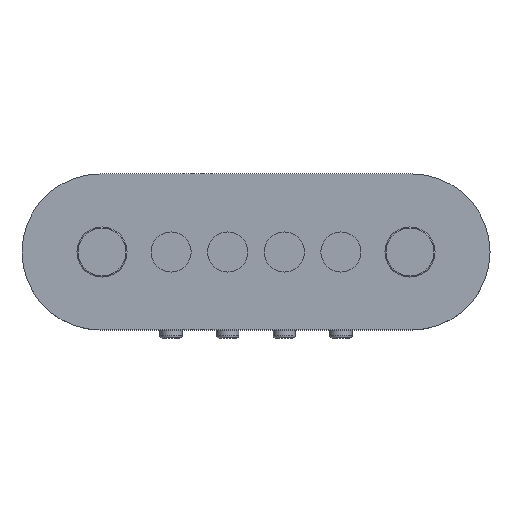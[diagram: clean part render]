
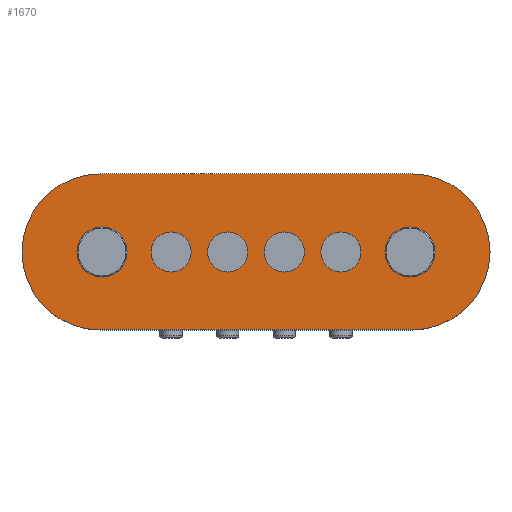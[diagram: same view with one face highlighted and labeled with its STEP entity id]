
A CAD part, top view. The second image highlights one B-rep face of the part: STEP entity #1670.
In plain terms, the highlighted planar face has unit normal (0, 0, 1).
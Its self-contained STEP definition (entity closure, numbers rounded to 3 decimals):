
#124=FACE_BOUND('',#459,.T.);
#125=FACE_BOUND('',#460,.T.);
#126=FACE_BOUND('',#461,.T.);
#127=FACE_BOUND('',#462,.T.);
#128=FACE_BOUND('',#463,.T.);
#129=FACE_BOUND('',#464,.T.);
#154=CIRCLE('',#1811,0.9);
#157=CIRCLE('',#1816,0.9);
#160=CIRCLE('',#1821,0.9);
#163=CIRCLE('',#1826,0.9);
#182=CIRCLE('',#1869,3.5);
#183=CIRCLE('',#1872,3.5);
#184=CIRCLE('',#1875,1.125);
#185=CIRCLE('',#1877,1.125);
#320=FACE_OUTER_BOUND('',#458,.T.);
#458=EDGE_LOOP('',(#1329,#1330,#1331,#1332));
#459=EDGE_LOOP('',(#1333));
#460=EDGE_LOOP('',(#1334));
#461=EDGE_LOOP('',(#1335));
#462=EDGE_LOOP('',(#1336));
#463=EDGE_LOOP('',(#1337));
#464=EDGE_LOOP('',(#1338));
#605=LINE('',#2862,#701);
#609=LINE('',#2871,#705);
#701=VECTOR('',#2264,10.);
#705=VECTOR('',#2274,10.);
#773=VERTEX_POINT('',#2739);
#776=VERTEX_POINT('',#2748);
#779=VERTEX_POINT('',#2757);
#782=VERTEX_POINT('',#2766);
#809=VERTEX_POINT('',#2860);
#810=VERTEX_POINT('',#2861);
#811=VERTEX_POINT('',#2866);
#812=VERTEX_POINT('',#2870);
#813=VERTEX_POINT('',#2878);
#814=VERTEX_POINT('',#2882);
#929=EDGE_CURVE('',#773,#773,#154,.T.);
#933=EDGE_CURVE('',#776,#776,#157,.T.);
#937=EDGE_CURVE('',#779,#779,#160,.T.);
#941=EDGE_CURVE('',#782,#782,#163,.T.);
#985=EDGE_CURVE('',#809,#810,#605,.T.);
#988=EDGE_CURVE('',#811,#809,#182,.T.);
#990=EDGE_CURVE('',#812,#811,#609,.T.);
#992=EDGE_CURVE('',#810,#812,#183,.T.);
#994=EDGE_CURVE('',#813,#813,#184,.T.);
#996=EDGE_CURVE('',#814,#814,#185,.T.);
#1329=ORIENTED_EDGE('',*,*,#992,.F.);
#1330=ORIENTED_EDGE('',*,*,#985,.F.);
#1331=ORIENTED_EDGE('',*,*,#988,.F.);
#1332=ORIENTED_EDGE('',*,*,#990,.F.);
#1333=ORIENTED_EDGE('',*,*,#929,.T.);
#1334=ORIENTED_EDGE('',*,*,#933,.T.);
#1335=ORIENTED_EDGE('',*,*,#937,.T.);
#1336=ORIENTED_EDGE('',*,*,#941,.T.);
#1337=ORIENTED_EDGE('',*,*,#996,.T.);
#1338=ORIENTED_EDGE('',*,*,#994,.T.);
#1587=PLANE('',#1882);
#1670=ADVANCED_FACE('',(#320,#124,#125,#126,#127,#128,#129),#1587,.T.);
#1811=AXIS2_PLACEMENT_3D('',#2740,#2122,#2123);
#1816=AXIS2_PLACEMENT_3D('',#2749,#2133,#2134);
#1821=AXIS2_PLACEMENT_3D('',#2758,#2144,#2145);
#1826=AXIS2_PLACEMENT_3D('',#2767,#2155,#2156);
#1869=AXIS2_PLACEMENT_3D('',#2867,#2269,#2270);
#1872=AXIS2_PLACEMENT_3D('',#2874,#2278,#2279);
#1875=AXIS2_PLACEMENT_3D('',#2879,#2285,#2286);
#1877=AXIS2_PLACEMENT_3D('',#2883,#2290,#2291);
#1882=AXIS2_PLACEMENT_3D('',#2892,#2304,#2305);
#2122=DIRECTION('center_axis',(0.,0.,-1.));
#2123=DIRECTION('ref_axis',(1.,0.,0.));
#2133=DIRECTION('center_axis',(0.,0.,-1.));
#2134=DIRECTION('ref_axis',(1.,0.,0.));
#2144=DIRECTION('center_axis',(0.,0.,-1.));
#2145=DIRECTION('ref_axis',(1.,0.,0.));
#2155=DIRECTION('center_axis',(0.,0.,-1.));
#2156=DIRECTION('ref_axis',(1.,0.,0.));
#2264=DIRECTION('',(1.,0.,0.));
#2269=DIRECTION('center_axis',(0.,0.,-1.));
#2270=DIRECTION('ref_axis',(0.,1.,0.));
#2274=DIRECTION('',(-1.,0.,0.));
#2278=DIRECTION('center_axis',(0.,0.,-1.));
#2279=DIRECTION('ref_axis',(0.,-1.,0.));
#2285=DIRECTION('center_axis',(0.,0.,-1.));
#2286=DIRECTION('ref_axis',(1.,0.,0.));
#2290=DIRECTION('center_axis',(0.,0.,-1.));
#2291=DIRECTION('ref_axis',(1.,0.,0.));
#2304=DIRECTION('center_axis',(0.,0.,1.));
#2305=DIRECTION('ref_axis',(1.,0.,0.));
#2739=CARTESIAN_POINT('',(2.91,0.,4.));
#2740=CARTESIAN_POINT('Origin',(3.81,0.,4.));
#2748=CARTESIAN_POINT('',(0.37,0.,4.));
#2749=CARTESIAN_POINT('Origin',(1.27,0.,4.));
#2757=CARTESIAN_POINT('',(-2.17,0.,4.));
#2758=CARTESIAN_POINT('Origin',(-1.27,0.,4.));
#2766=CARTESIAN_POINT('',(-4.71,0.,4.));
#2767=CARTESIAN_POINT('Origin',(-3.81,0.,4.));
#2860=CARTESIAN_POINT('',(-7.,3.5,4.));
#2861=CARTESIAN_POINT('',(7.,3.5,4.));
#2862=CARTESIAN_POINT('',(3.5,3.5,4.));
#2866=CARTESIAN_POINT('',(-7.,-3.5,4.));
#2867=CARTESIAN_POINT('Origin',(-7.,0.,4.));
#2870=CARTESIAN_POINT('',(7.,-3.5,4.));
#2871=CARTESIAN_POINT('',(-3.5,-3.5,4.));
#2874=CARTESIAN_POINT('Origin',(7.,0.,4.));
#2878=CARTESIAN_POINT('',(5.785,0.,4.));
#2879=CARTESIAN_POINT('Origin',(6.91,0.,4.));
#2882=CARTESIAN_POINT('',(-8.035,0.,4.));
#2883=CARTESIAN_POINT('Origin',(-6.91,0.,4.));
#2892=CARTESIAN_POINT('Origin',(0.,0.,4.));
